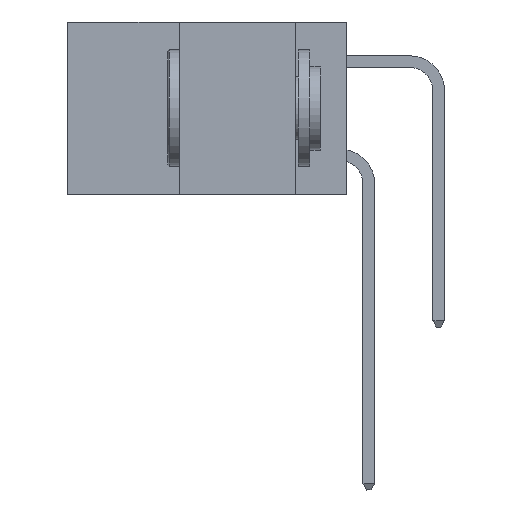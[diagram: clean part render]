
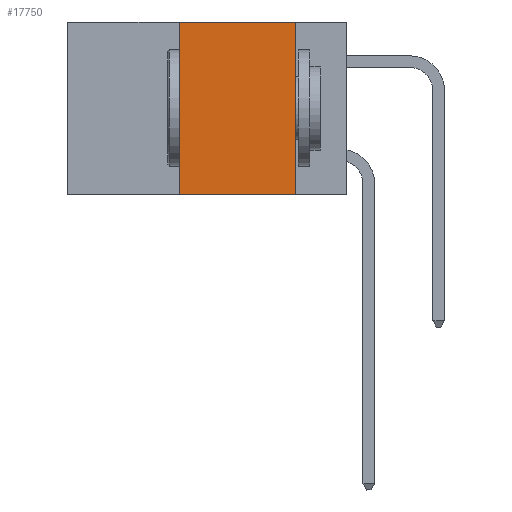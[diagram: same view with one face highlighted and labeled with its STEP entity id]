
A CAD part, left-side view. The second image highlights one B-rep face of the part: STEP entity #17750.
In plain terms, the highlighted planar face has unit normal (-1, 0, 0).
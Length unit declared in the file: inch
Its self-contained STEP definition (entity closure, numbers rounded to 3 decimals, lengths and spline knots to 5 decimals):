
#645 = VECTOR ( 'NONE', #19008, 39.37008 ) ;
#1016 = FACE_OUTER_BOUND ( 'NONE', #12783, .T. ) ;
#1102 = EDGE_CURVE ( 'NONE', #7606, #15468, #9743, .T. ) ;
#1580 = ORIENTED_EDGE ( 'NONE', *, *, #8756, .F. ) ;
#1894 = VECTOR ( 'NONE', #15674, 39.37008 ) ;
#2630 = VECTOR ( 'NONE', #6761, 39.37008 ) ;
#2652 = ORIENTED_EDGE ( 'NONE', *, *, #1102, .T. ) ;
#2753 = DIRECTION ( 'NONE',  ( 1., 0., 0. ) ) ;
#4140 = CARTESIAN_POINT ( 'NONE',  ( 0., 0.36, 0. ) ) ;
#5981 = ORIENTED_EDGE ( 'NONE', *, *, #9961, .F. ) ;
#6761 = DIRECTION ( 'NONE',  ( 0., 0., -1. ) ) ;
#7606 = VERTEX_POINT ( 'NONE', #18854 ) ;
#7646 = VERTEX_POINT ( 'NONE', #8211 ) ;
#8200 = CARTESIAN_POINT ( 'NONE',  ( 0., 0.11, -0.37 ) ) ;
#8211 = CARTESIAN_POINT ( 'NONE',  ( 0., 0.11, 0. ) ) ;
#8368 = DIRECTION ( 'NONE',  ( 0., 0., 1. ) ) ;
#8756 = EDGE_CURVE ( 'NONE', #15105, #7646, #18678, .T. ) ;
#8928 = AXIS2_PLACEMENT_3D ( 'NONE', #10694, #2753, #13873 ) ;
#9405 = VECTOR ( 'NONE', #8368, 39.37008 ) ;
#9743 = LINE ( 'NONE', #17032, #645 ) ;
#9799 = CARTESIAN_POINT ( 'NONE',  ( 0., 0.11, 0. ) ) ;
#9961 = EDGE_CURVE ( 'NONE', #7606, #15105, #17223, .T. ) ;
#10694 = CARTESIAN_POINT ( 'NONE',  ( 0., 0.6, 0. ) ) ;
#12084 = LINE ( 'NONE', #9799, #2630 ) ;
#12783 = EDGE_LOOP ( 'NONE', ( #13328, #1580, #5981, #2652 ) ) ;
#13328 = ORIENTED_EDGE ( 'NONE', *, *, #19854, .F. ) ;
#13873 = DIRECTION ( 'NONE',  ( 0., 0., -1. ) ) ;
#14135 = CARTESIAN_POINT ( 'NONE',  ( 0., 0.6, 0. ) ) ;
#15105 = VERTEX_POINT ( 'NONE', #4140 ) ;
#15468 = VERTEX_POINT ( 'NONE', #8200 ) ;
#15674 = DIRECTION ( 'NONE',  ( 0., -1., 0. ) ) ;
#17032 = CARTESIAN_POINT ( 'NONE',  ( 0., 0.6, -0.37 ) ) ;
#17223 = LINE ( 'NONE', #17672, #9405 ) ;
#17672 = CARTESIAN_POINT ( 'NONE',  ( 0., 0.36, 0. ) ) ;
#17750 = ADVANCED_FACE ( 'NONE', ( #1016 ), #18439, .F. ) ;
#18439 = PLANE ( 'NONE',  #8928 ) ;
#18678 = LINE ( 'NONE', #14135, #1894 ) ;
#18854 = CARTESIAN_POINT ( 'NONE',  ( 0., 0.36, -0.37 ) ) ;
#19008 = DIRECTION ( 'NONE',  ( 0., -1., 0. ) ) ;
#19854 = EDGE_CURVE ( 'NONE', #7646, #15468, #12084, .T. ) ;
